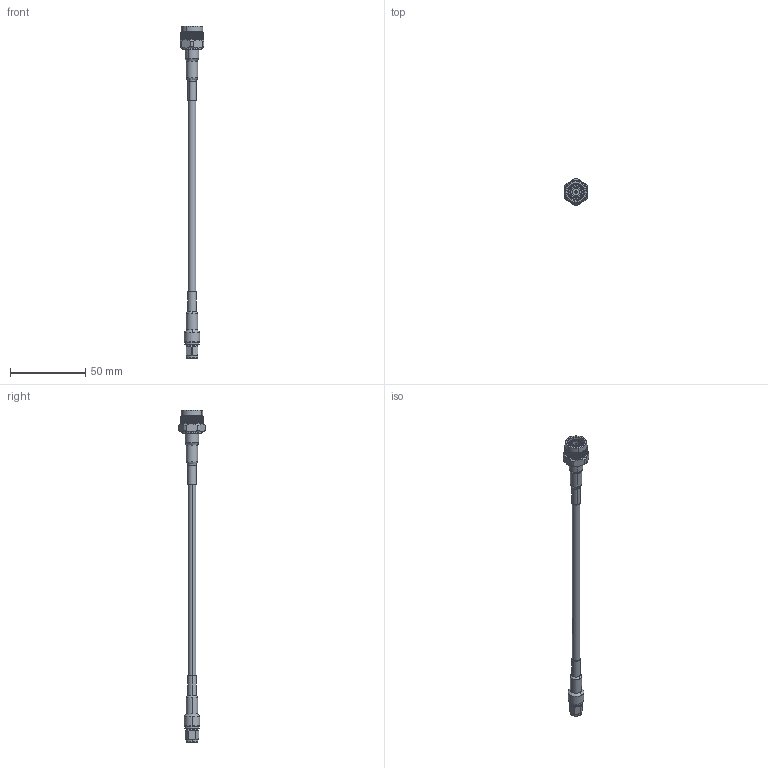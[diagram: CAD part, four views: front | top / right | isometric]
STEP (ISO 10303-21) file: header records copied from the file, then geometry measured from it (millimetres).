
FILE_DESCRIPTION (( 'STEP AP203' ), '1' );
FILE_NAME ('PE3C5239LF.step', '2020-09-09T16:38:24', ( '' ), ( '' ), 'SwSTEP 2.0', 'SolidWorks 2018', '' );
FILE_SCHEMA (( 'CONFIG_CONTROL_DESIGN' ));
Products named in the file (4): LMR-195^PE3C5239LF_LMR-195; EZ-200-TM-X^PE3C5239LF_Heat Shrink; PE3C5239LF; TC-200-SM-SS-X^PE3C5239LF_Heat Shrink
Assembly tree (3 placements, depth 2):
  PE3C5239LF
    LMR-195^PE3C5239LF_LMR-195
    EZ-200-TM-X^PE3C5239LF_Heat Shrink
    TC-200-SM-SS-X^PE3C5239LF_Heat Shrink
Bounding box: 15.88 x 17.39 x 220.16 mm (x, y, z)
Volume: 8028.7 mm3; surface area: 6174.2 mm2
Topology: 3 solids, 3 shells, 2059 faces, 4641 edges, 2605 vertices
Faces by surface type: bspline 1414, cylinder 525, plane 61, cone 49, torus 10
Entity records: 69748 total; most frequent: CARTESIAN_POINT 39958, ORIENTED_EDGE 9282, EDGE_CURVE 4641, VERTEX_POINT 2605, DIRECTION 2269, EDGE_LOOP 2076, FACE_OUTER_BOUND 2059, ADVANCED_FACE 2059
